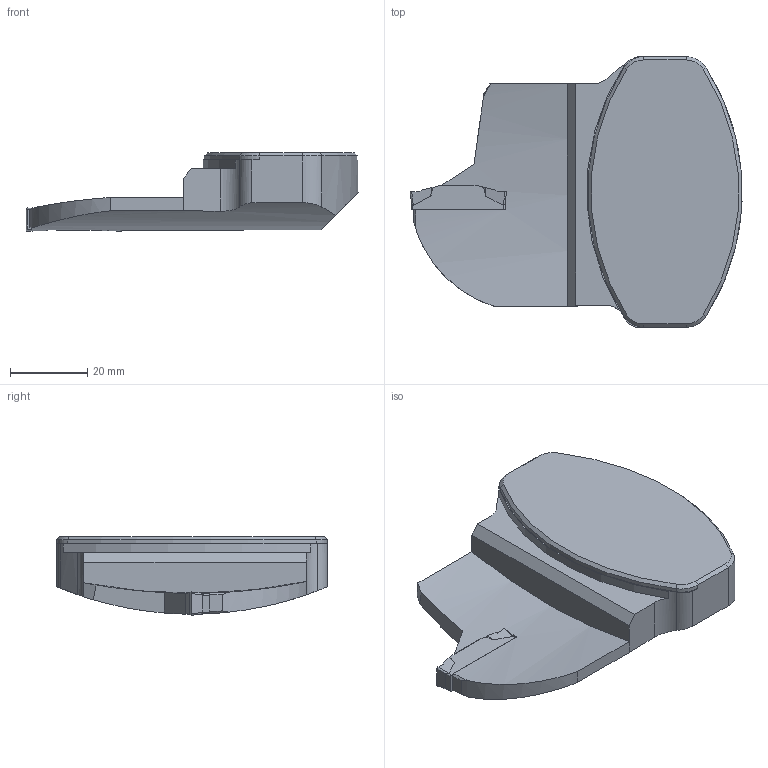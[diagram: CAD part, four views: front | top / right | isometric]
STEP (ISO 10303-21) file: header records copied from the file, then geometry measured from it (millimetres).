
FILE_DESCRIPTION(/* description */ (''),/* implementation_level */ '2;1');
FILE_NAME(/* name */ '1713868393543.stp',/* time_stamp */ '2024-04-23T16:03:24+06:00',/* author */ (''),/* organization */ ('SMS'),/* preprocessor_version */ 'ST-DEVELOPER v16.7',/* originating_system */ 'SIEMENS PLM Software NX 12.0',/* authorisation */ '');
FILE_SCHEMA (('AUTOMOTIVE_DESIGN { 1 0 10303 214 3 1 1 1 }'));
Length unit declared in the file: millimetre
Products named in the file (4): 204178709nuc000_00; ASSEMBLY_CONSTRUCTION; 204298566mod000_00; 204298564mod000_00
Assembly tree (3 placements, depth 2):
  204298564mod000_00
    204298566mod000_00
    ASSEMBLY_CONSTRUCTION
    204178709nuc000_00
Bounding box: 85.95 x 70 x 20.34 mm (x, y, z)
Volume: 54590.7 mm3; surface area: 12911.7 mm2
Topology: 2 solids, 3 shells, 79 faces, 214 edges, 146 vertices
Faces by surface type: plane 40, cylinder 19, cone 9, bspline 7, extrusion 4
Entity records: 2860 total; most frequent: CARTESIAN_POINT 777, ORIENTED_EDGE 422, DIRECTION 377, EDGE_CURVE 211, VERTEX_POINT 139, AXIS2_PLACEMENT_3D 128, VECTOR 121, LINE 117
